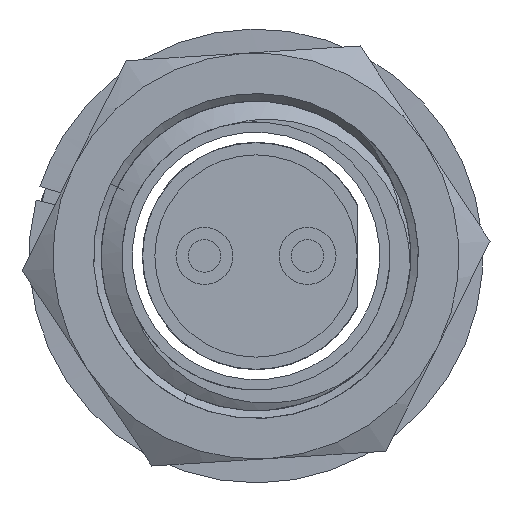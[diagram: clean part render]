
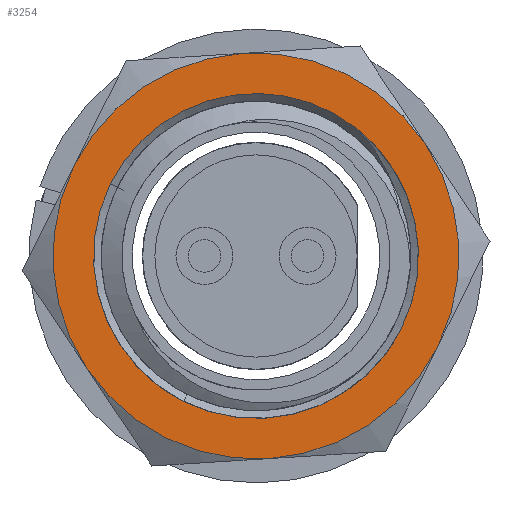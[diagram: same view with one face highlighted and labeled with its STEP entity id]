
A CAD part, front view. The second image highlights one B-rep face of the part: STEP entity #3254.
In plain terms, the highlighted face is planar.
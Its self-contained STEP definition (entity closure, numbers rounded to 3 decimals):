
#51 = CARTESIAN_POINT ( 'NONE',  ( 4., 0., 1.23 ) ) ;
#57 = AXIS2_PLACEMENT_3D ( 'NONE', #2066, #7142, #6597 ) ;
#285 = ORIENTED_EDGE ( 'NONE', *, *, #6375, .T. ) ;
#373 = CARTESIAN_POINT ( 'NONE',  ( 0., -4., 1.23 ) ) ;
#377 = ORIENTED_EDGE ( 'NONE', *, *, #5073, .T. ) ;
#396 = CIRCLE ( 'NONE', #996, 5. ) ;
#452 = DIRECTION ( 'NONE',  ( 0., 0., 1. ) ) ;
#589 = DIRECTION ( 'NONE',  ( 1., 0., 0. ) ) ;
#650 = CARTESIAN_POINT ( 'NONE',  ( -2.5, -4.33, 1.23 ) ) ;
#762 = ORIENTED_EDGE ( 'NONE', *, *, #3492, .T. ) ;
#870 = CARTESIAN_POINT ( 'NONE',  ( -2.5, 4.33, 1.23 ) ) ;
#902 = CARTESIAN_POINT ( 'NONE',  ( 5., 0., 1.23 ) ) ;
#910 = ORIENTED_EDGE ( 'NONE', *, *, #4891, .T. ) ;
#919 = CARTESIAN_POINT ( 'NONE',  ( 0.814, 3.916, 1.23 ) ) ;
#996 = AXIS2_PLACEMENT_3D ( 'NONE', #4459, #452, #2742 ) ;
#1121 = DIRECTION ( 'NONE',  ( 1., 0., 0. ) ) ;
#1127 = DIRECTION ( 'NONE',  ( 1., 0., 0. ) ) ;
#1235 = AXIS2_PLACEMENT_3D ( 'NONE', #4809, #5333, #2011 ) ;
#1297 = VERTEX_POINT ( 'NONE', #902 ) ;
#1322 = EDGE_CURVE ( 'NONE', #5956, #6141, #4606, .T. ) ;
#1338 = AXIS2_PLACEMENT_3D ( 'NONE', #7076, #1998, #1435 ) ;
#1349 = CIRCLE ( 'NONE', #5527, 4. ) ;
#1402 = AXIS2_PLACEMENT_3D ( 'NONE', #2515, #4229, #1913 ) ;
#1435 = DIRECTION ( 'NONE',  ( 1., 0., 0. ) ) ;
#1484 = DIRECTION ( 'NONE',  ( 1., 0., 0. ) ) ;
#1655 = DIRECTION ( 'NONE',  ( 0., 0., 1. ) ) ;
#1711 = CARTESIAN_POINT ( 'NONE',  ( 0., 0., 1.23 ) ) ;
#1760 = CIRCLE ( 'NONE', #1402, 5. ) ;
#1913 = DIRECTION ( 'NONE',  ( 1., 0., 0. ) ) ;
#1977 = CARTESIAN_POINT ( 'NONE',  ( 0., 0., 1.23 ) ) ;
#1988 = CIRCLE ( 'NONE', #4489, 4. ) ;
#1998 = DIRECTION ( 'NONE',  ( 0., 0., 1. ) ) ;
#2011 = DIRECTION ( 'NONE',  ( 1., 0., 0. ) ) ;
#2066 = CARTESIAN_POINT ( 'NONE',  ( 0., 0., 1.23 ) ) ;
#2203 = EDGE_CURVE ( 'NONE', #3292, #1297, #6980, .T. ) ;
#2221 = FACE_OUTER_BOUND ( 'NONE', #4789, .T. ) ;
#2350 = CIRCLE ( 'NONE', #4251, 5. ) ;
#2455 = VERTEX_POINT ( 'NONE', #51 ) ;
#2515 = CARTESIAN_POINT ( 'NONE',  ( 0., 0., 1.23 ) ) ;
#2727 = EDGE_LOOP ( 'NONE', ( #3328, #285, #762, #5711 ) ) ;
#2742 = DIRECTION ( 'NONE',  ( 1., 0., 0. ) ) ;
#2812 = PLANE ( 'NONE',  #3554 ) ;
#2816 = EDGE_CURVE ( 'NONE', #4551, #3292, #3187, .T. ) ;
#2917 = CARTESIAN_POINT ( 'NONE',  ( 2.5, -4.33, 1.23 ) ) ;
#3013 = CIRCLE ( 'NONE', #1338, 4. ) ;
#3078 = EDGE_CURVE ( 'NONE', #6428, #7256, #1760, .T. ) ;
#3187 = CIRCLE ( 'NONE', #4145, 5. ) ;
#3254 = ADVANCED_FACE ( 'NONE', ( #7286, #2221 ), #2812, .T. ) ;
#3292 = VERTEX_POINT ( 'NONE', #2917 ) ;
#3328 = ORIENTED_EDGE ( 'NONE', *, *, #1322, .F. ) ;
#3425 = ORIENTED_EDGE ( 'NONE', *, *, #2816, .T. ) ;
#3492 = EDGE_CURVE ( 'NONE', #2455, #4860, #1988, .T. ) ;
#3554 = AXIS2_PLACEMENT_3D ( 'NONE', #7327, #1655, #1121 ) ;
#3745 = CARTESIAN_POINT ( 'NONE',  ( 2.5, 4.33, 1.23 ) ) ;
#4067 = DIRECTION ( 'NONE',  ( 0., 0., 1. ) ) ;
#4145 = AXIS2_PLACEMENT_3D ( 'NONE', #1711, #4067, #589 ) ;
#4199 = CARTESIAN_POINT ( 'NONE',  ( 0., 0., 1.23 ) ) ;
#4229 = DIRECTION ( 'NONE',  ( 0., 0., 1. ) ) ;
#4251 = AXIS2_PLACEMENT_3D ( 'NONE', #6275, #6311, #1127 ) ;
#4254 = DIRECTION ( 'NONE',  ( 0., 0., 1. ) ) ;
#4358 = CARTESIAN_POINT ( 'NONE',  ( 0., 0., 1.23 ) ) ;
#4459 = CARTESIAN_POINT ( 'NONE',  ( 0., 0., 1.23 ) ) ;
#4489 = AXIS2_PLACEMENT_3D ( 'NONE', #4358, #5172, #7308 ) ;
#4551 = VERTEX_POINT ( 'NONE', #650 ) ;
#4606 = CIRCLE ( 'NONE', #57, 4. ) ;
#4734 = VERTEX_POINT ( 'NONE', #3745 ) ;
#4771 = EDGE_CURVE ( 'NONE', #6141, #4860, #3013, .T. ) ;
#4789 = EDGE_LOOP ( 'NONE', ( #6640, #377, #5573, #6581, #910, #3425 ) ) ;
#4809 = CARTESIAN_POINT ( 'NONE',  ( 0., 0., 1.23 ) ) ;
#4860 = VERTEX_POINT ( 'NONE', #373 ) ;
#4876 = DIRECTION ( 'NONE',  ( 0., 0., -1. ) ) ;
#4891 = EDGE_CURVE ( 'NONE', #7256, #4551, #396, .T. ) ;
#5073 = EDGE_CURVE ( 'NONE', #1297, #4734, #2350, .T. ) ;
#5172 = DIRECTION ( 'NONE',  ( 0., 0., -1. ) ) ;
#5214 = CARTESIAN_POINT ( 'NONE',  ( -4., 0., 1.23 ) ) ;
#5333 = DIRECTION ( 'NONE',  ( 0., 0., 1. ) ) ;
#5527 = AXIS2_PLACEMENT_3D ( 'NONE', #4199, #4876, #7080 ) ;
#5573 = ORIENTED_EDGE ( 'NONE', *, *, #5935, .T. ) ;
#5711 = ORIENTED_EDGE ( 'NONE', *, *, #4771, .F. ) ;
#5935 = EDGE_CURVE ( 'NONE', #4734, #6428, #7047, .T. ) ;
#5956 = VERTEX_POINT ( 'NONE', #919 ) ;
#6141 = VERTEX_POINT ( 'NONE', #5214 ) ;
#6275 = CARTESIAN_POINT ( 'NONE',  ( 0., 0., 1.23 ) ) ;
#6311 = DIRECTION ( 'NONE',  ( 0., 0., 1. ) ) ;
#6330 = CARTESIAN_POINT ( 'NONE',  ( -5., 0., 1.23 ) ) ;
#6375 = EDGE_CURVE ( 'NONE', #5956, #2455, #1349, .T. ) ;
#6428 = VERTEX_POINT ( 'NONE', #870 ) ;
#6581 = ORIENTED_EDGE ( 'NONE', *, *, #3078, .T. ) ;
#6597 = DIRECTION ( 'NONE',  ( 1., 0., 0. ) ) ;
#6640 = ORIENTED_EDGE ( 'NONE', *, *, #2203, .T. ) ;
#6980 = CIRCLE ( 'NONE', #7334, 5. ) ;
#7047 = CIRCLE ( 'NONE', #1235, 5. ) ;
#7076 = CARTESIAN_POINT ( 'NONE',  ( 0., 0., 1.23 ) ) ;
#7080 = DIRECTION ( 'NONE',  ( -1., 0., 0. ) ) ;
#7142 = DIRECTION ( 'NONE',  ( 0., 0., 1. ) ) ;
#7256 = VERTEX_POINT ( 'NONE', #6330 ) ;
#7286 = FACE_BOUND ( 'NONE', #2727, .T. ) ;
#7308 = DIRECTION ( 'NONE',  ( -1., 0., 0. ) ) ;
#7327 = CARTESIAN_POINT ( 'NONE',  ( -5., 2.887, 1.23 ) ) ;
#7334 = AXIS2_PLACEMENT_3D ( 'NONE', #1977, #4254, #1484 ) ;
